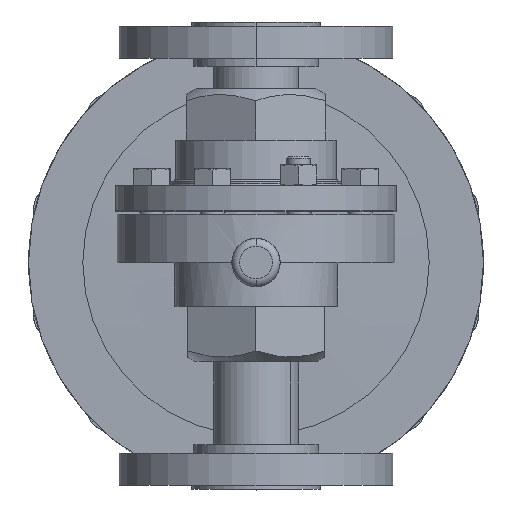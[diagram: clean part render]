
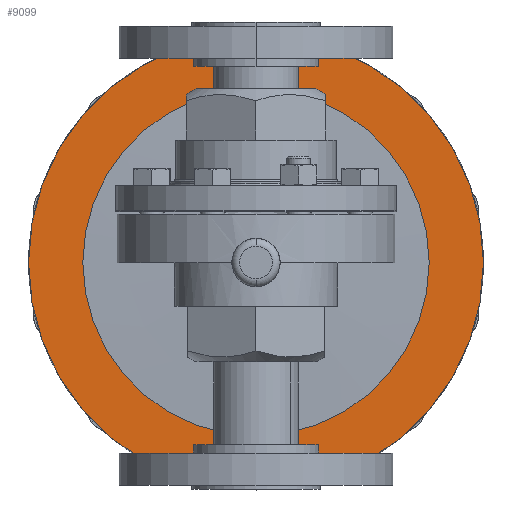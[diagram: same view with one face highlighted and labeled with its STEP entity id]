
A CAD part, front view. The second image highlights one B-rep face of the part: STEP entity #9099.
In plain terms, the highlighted planar face has unit normal (0, -1, 0).
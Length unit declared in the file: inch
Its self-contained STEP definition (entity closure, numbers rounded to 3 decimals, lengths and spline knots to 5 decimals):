
#398 = ORIENTED_EDGE ( 'NONE', *, *, #21012, .T. ) ;
#1156 = DIRECTION ( 'NONE',  ( 0., -1., 0. ) ) ;
#1533 = AXIS2_PLACEMENT_3D ( 'NONE', #25703, #16827, #4305 ) ;
#1622 = VERTEX_POINT ( 'NONE', #26093 ) ;
#2897 = CIRCLE ( 'NONE', #26226, 2.6875 ) ;
#3757 = VERTEX_POINT ( 'NONE', #26927 ) ;
#4305 = DIRECTION ( 'NONE',  ( 0., 0., -1. ) ) ;
#6510 = DIRECTION ( 'NONE',  ( 0., 0., -1. ) ) ;
#6573 = ORIENTED_EDGE ( 'NONE', *, *, #17185, .F. ) ;
#8025 = FACE_BOUND ( 'NONE', #11057, .T. ) ;
#9063 = CARTESIAN_POINT ( 'NONE',  ( 0., 2.656, 3.53 ) ) ;
#9099 = ADVANCED_FACE ( 'NONE', ( #8025, #26588 ), #20732, .T. ) ;
#10649 = DIRECTION ( 'NONE',  ( 0., -1., 0. ) ) ;
#10738 = VERTEX_POINT ( 'NONE', #18643 ) ;
#11057 = EDGE_LOOP ( 'NONE', ( #6573, #18085 ) ) ;
#11895 = DIRECTION ( 'NONE',  ( 0., 0., -1. ) ) ;
#12842 = ORIENTED_EDGE ( 'NONE', *, *, #27240, .T. ) ;
#13938 = CARTESIAN_POINT ( 'NONE',  ( 0., 2.656, -3.6025 ) ) ;
#14084 = AXIS2_PLACEMENT_3D ( 'NONE', #24803, #1156, #11895 ) ;
#14804 = CARTESIAN_POINT ( 'NONE',  ( 0., 2.656, 0. ) ) ;
#15076 = DIRECTION ( 'NONE',  ( 0., 0., -1. ) ) ;
#15261 = CIRCLE ( 'NONE', #17421, 3.53 ) ;
#16784 = VERTEX_POINT ( 'NONE', #9063 ) ;
#16827 = DIRECTION ( 'NONE',  ( 0., -1., 0. ) ) ;
#17185 = EDGE_CURVE ( 'NONE', #3757, #1622, #2897, .T. ) ;
#17385 = AXIS2_PLACEMENT_3D ( 'NONE', #13938, #18475, #26947 ) ;
#17421 = AXIS2_PLACEMENT_3D ( 'NONE', #21602, #27980, #6510 ) ;
#18085 = ORIENTED_EDGE ( 'NONE', *, *, #21725, .F. ) ;
#18475 = DIRECTION ( 'NONE',  ( 0., -1., 0. ) ) ;
#18643 = CARTESIAN_POINT ( 'NONE',  ( 0., 2.656, -3.53 ) ) ;
#20732 = PLANE ( 'NONE',  #17385 ) ;
#21012 = EDGE_CURVE ( 'NONE', #10738, #16784, #15261, .T. ) ;
#21602 = CARTESIAN_POINT ( 'NONE',  ( 0., 2.656, 0. ) ) ;
#21725 = EDGE_CURVE ( 'NONE', #1622, #3757, #26396, .T. ) ;
#24563 = CIRCLE ( 'NONE', #14084, 3.53 ) ;
#24803 = CARTESIAN_POINT ( 'NONE',  ( 0., 2.656, 0. ) ) ;
#25077 = EDGE_LOOP ( 'NONE', ( #398, #12842 ) ) ;
#25703 = CARTESIAN_POINT ( 'NONE',  ( 0., 2.656, 0. ) ) ;
#26093 = CARTESIAN_POINT ( 'NONE',  ( 0., 2.656, 2.6875 ) ) ;
#26226 = AXIS2_PLACEMENT_3D ( 'NONE', #14804, #10649, #15076 ) ;
#26396 = CIRCLE ( 'NONE', #1533, 2.6875 ) ;
#26588 = FACE_OUTER_BOUND ( 'NONE', #25077, .T. ) ;
#26927 = CARTESIAN_POINT ( 'NONE',  ( 0., 2.656, -2.6875 ) ) ;
#26947 = DIRECTION ( 'NONE',  ( 0., 0., -1. ) ) ;
#27240 = EDGE_CURVE ( 'NONE', #16784, #10738, #24563, .T. ) ;
#27980 = DIRECTION ( 'NONE',  ( 0., -1., 0. ) ) ;
